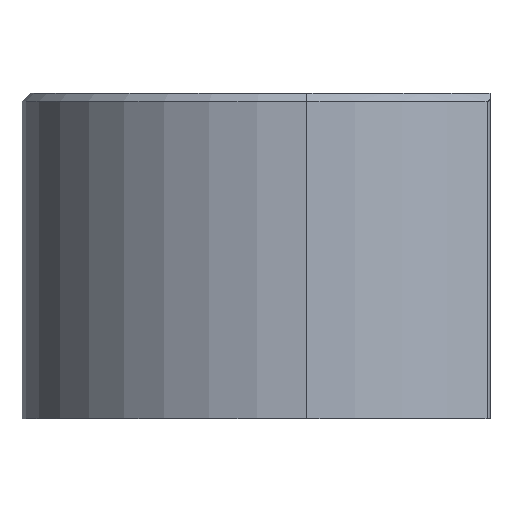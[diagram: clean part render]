
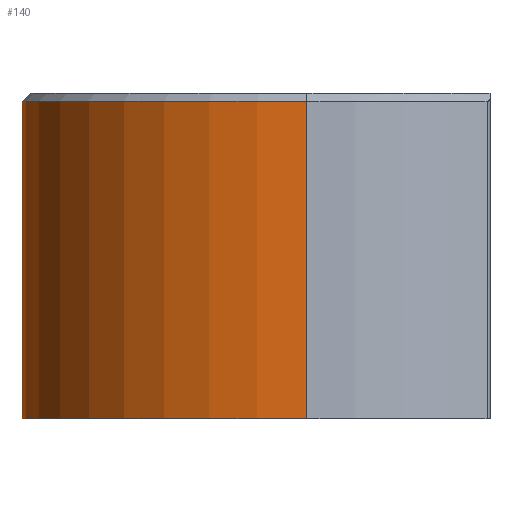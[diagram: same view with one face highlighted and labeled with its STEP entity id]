
A CAD part, left-side view. The second image highlights one B-rep face of the part: STEP entity #140.
In plain terms, the highlighted cylindrical face has radius 7 mm (diameter 14 mm), a partial arc.
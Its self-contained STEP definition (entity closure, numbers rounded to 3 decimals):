
#3 = EDGE_CURVE ( 'NONE', #162, #191, #326, .T. ) ;
#140 = ADVANCED_FACE ( 'NONE', ( #497 ), #499, .T. ) ;
#141 = ORIENTED_EDGE ( 'NONE', *, *, #152, .T. ) ;
#152 = EDGE_CURVE ( 'NONE', #162, #165, #582, .T. ) ;
#162 = VERTEX_POINT ( 'NONE', #621 ) ;
#164 = ORIENTED_EDGE ( 'NONE', *, *, #188, .T. ) ;
#165 = VERTEX_POINT ( 'NONE', #628 ) ;
#188 = EDGE_CURVE ( 'NONE', #165, #194, #748, .T. ) ;
#189 = ORIENTED_EDGE ( 'NONE', *, *, #190, .T. ) ;
#190 = EDGE_CURVE ( 'NONE', #194, #191, #798, .T. ) ;
#191 = VERTEX_POINT ( 'NONE', #779 ) ;
#193 = ORIENTED_EDGE ( 'NONE', *, *, #3, .F. ) ;
#194 = VERTEX_POINT ( 'NONE', #797 ) ;
#197 = EDGE_LOOP ( 'NONE', ( #141, #164, #189, #193 ) ) ;
#323 = DIRECTION ( 'NONE',  ( 0., 0., -1. ) ) ;
#324 = VECTOR ( 'NONE', #323, 1000. ) ;
#325 = CARTESIAN_POINT ( 'NONE',  ( -7., 0., 4. ) ) ;
#326 = LINE ( 'NONE', #325, #324 ) ;
#489 = DIRECTION ( 'NONE',  ( -1., 0., 0. ) ) ;
#490 = DIRECTION ( 'NONE',  ( 0., 0., -1. ) ) ;
#491 = CARTESIAN_POINT ( 'NONE',  ( 0., 0., 4. ) ) ;
#492 = AXIS2_PLACEMENT_3D ( 'NONE', #491, #490, #489 ) ;
#497 = FACE_OUTER_BOUND ( 'NONE', #197, .T. ) ;
#499 = CYLINDRICAL_SURFACE ( 'NONE', #492, 7. ) ;
#577 = AXIS2_PLACEMENT_3D ( 'NONE', #586, #635, #634 ) ;
#582 = CIRCLE ( 'NONE', #577, 7. ) ;
#586 = CARTESIAN_POINT ( 'NONE',  ( 0., 0., 3.8 ) ) ;
#621 = CARTESIAN_POINT ( 'NONE',  ( -7., 0., 3.8 ) ) ;
#628 = CARTESIAN_POINT ( 'NONE',  ( 7., 0., 3.8 ) ) ;
#634 = DIRECTION ( 'NONE',  ( 1., 0., 0. ) ) ;
#635 = DIRECTION ( 'NONE',  ( 0., 0., -1. ) ) ;
#663 = CARTESIAN_POINT ( 'NONE',  ( 7., 0., 4. ) ) ;
#748 = LINE ( 'NONE', #663, #795 ) ;
#779 = CARTESIAN_POINT ( 'NONE',  ( -7., 0., -4. ) ) ;
#795 = VECTOR ( 'NONE', #796, 1000. ) ;
#796 = DIRECTION ( 'NONE',  ( 0., 0., -1. ) ) ;
#797 = CARTESIAN_POINT ( 'NONE',  ( 7., 0., -4. ) ) ;
#798 = CIRCLE ( 'NONE', #808, 7. ) ;
#805 = DIRECTION ( 'NONE',  ( 1., 0., 0. ) ) ;
#806 = DIRECTION ( 'NONE',  ( 0., 0., 1. ) ) ;
#807 = CARTESIAN_POINT ( 'NONE',  ( 0., 0., -4. ) ) ;
#808 = AXIS2_PLACEMENT_3D ( 'NONE', #807, #806, #805 ) ;
